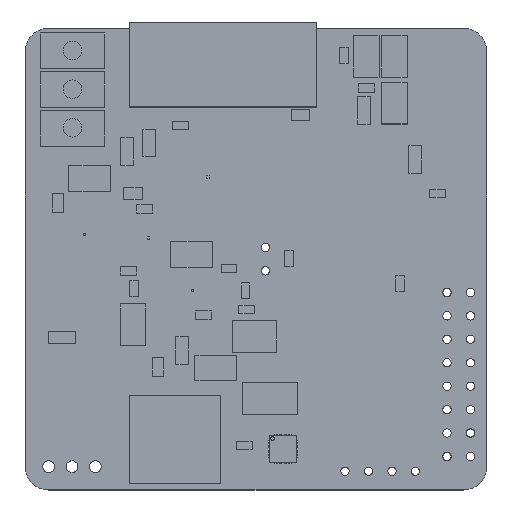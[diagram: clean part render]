
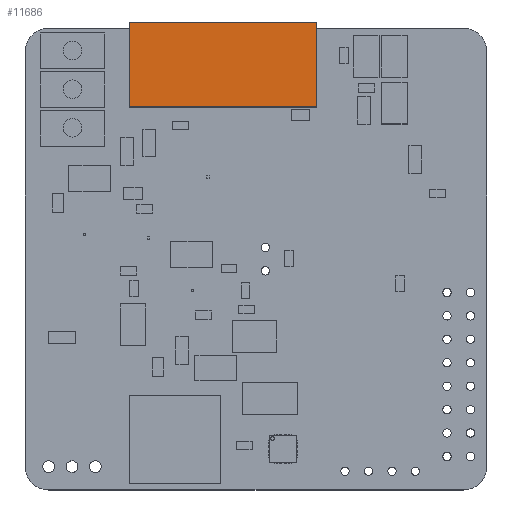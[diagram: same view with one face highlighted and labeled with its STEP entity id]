
A CAD part, top view. The second image highlights one B-rep face of the part: STEP entity #11686.
In plain terms, the highlighted planar face has unit normal (0, 0, 1).
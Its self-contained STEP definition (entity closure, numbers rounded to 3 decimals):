
#11557 = VERTEX_POINT('',#11558);
#11558 = CARTESIAN_POINT('',(-10.16,-4.6,9.45));
#11564 = EDGE_CURVE('',#11557,#11565,#11567,.T.);
#11565 = VERTEX_POINT('',#11566);
#11566 = CARTESIAN_POINT('',(10.16,-4.6,9.45));
#11567 = LINE('',#11568,#11569);
#11568 = CARTESIAN_POINT('',(-10.16,-4.6,9.45));
#11569 = VECTOR('',#11570,1.);
#11570 = DIRECTION('',(1.,0.,0.));
#11595 = EDGE_CURVE('',#11565,#11596,#11598,.T.);
#11596 = VERTEX_POINT('',#11597);
#11597 = CARTESIAN_POINT('',(10.16,4.6,9.45));
#11598 = LINE('',#11599,#11600);
#11599 = CARTESIAN_POINT('',(10.16,-4.6,9.45));
#11600 = VECTOR('',#11601,1.);
#11601 = DIRECTION('',(0.,1.,0.));
#11626 = EDGE_CURVE('',#11596,#11627,#11629,.T.);
#11627 = VERTEX_POINT('',#11628);
#11628 = CARTESIAN_POINT('',(-10.16,4.6,9.45));
#11629 = LINE('',#11630,#11631);
#11630 = CARTESIAN_POINT('',(10.16,4.6,9.45));
#11631 = VECTOR('',#11632,1.);
#11632 = DIRECTION('',(-1.,0.,0.));
#11657 = EDGE_CURVE('',#11627,#11557,#11658,.T.);
#11658 = LINE('',#11659,#11660);
#11659 = CARTESIAN_POINT('',(-10.16,4.6,9.45));
#11660 = VECTOR('',#11661,1.);
#11661 = DIRECTION('',(0.,-1.,0.));
#11686 = ADVANCED_FACE('',(#11687),#11693,.T.);
#11687 = FACE_BOUND('',#11688,.T.);
#11688 = EDGE_LOOP('',(#11689,#11690,#11691,#11692));
#11689 = ORIENTED_EDGE('',*,*,#11564,.T.);
#11690 = ORIENTED_EDGE('',*,*,#11595,.T.);
#11691 = ORIENTED_EDGE('',*,*,#11626,.T.);
#11692 = ORIENTED_EDGE('',*,*,#11657,.T.);
#11693 = PLANE('',#11694);
#11694 = AXIS2_PLACEMENT_3D('',#11695,#11696,#11697);
#11695 = CARTESIAN_POINT('',(0.,0.,9.45));
#11696 = DIRECTION('',(0.,0.,1.));
#11697 = DIRECTION('',(1.,0.,-0.));
